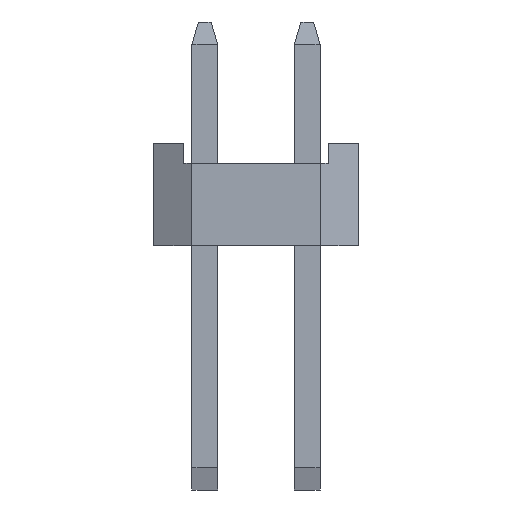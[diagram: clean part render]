
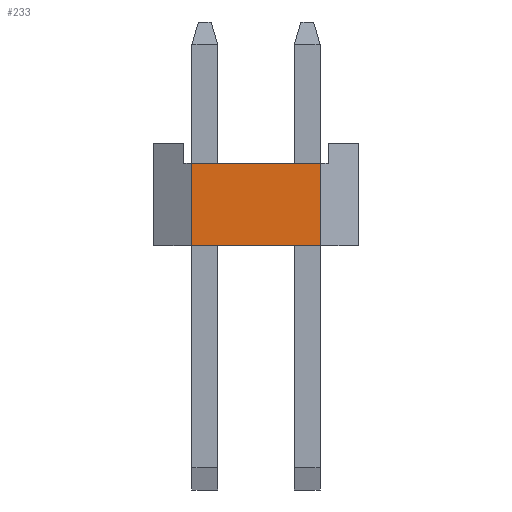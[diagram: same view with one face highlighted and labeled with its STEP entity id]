
A CAD part, front view. The second image highlights one B-rep face of the part: STEP entity #233.
In plain terms, the highlighted face is planar.
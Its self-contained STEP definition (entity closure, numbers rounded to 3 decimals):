
#9 = ORIENTED_EDGE ( 'NONE', *, *, #53, .F. ) ;
#21 = LINE ( 'NONE', #741, #844 ) ;
#53 = EDGE_CURVE ( 'NONE', #514, #900, #21, .T. ) ;
#100 = ORIENTED_EDGE ( 'NONE', *, *, #606, .F. ) ;
#157 = CARTESIAN_POINT ( 'NONE',  ( 1.27, 2.54, -1.6 ) ) ;
#160 = DIRECTION ( 'NONE',  ( 0., -1., 0. ) ) ;
#165 = ORIENTED_EDGE ( 'NONE', *, *, #763, .T. ) ;
#167 = CARTESIAN_POINT ( 'NONE',  ( 1.27, 2.04, 1.6 ) ) ;
#186 = LINE ( 'NONE', #330, #666 ) ;
#207 = CARTESIAN_POINT ( 'NONE',  ( 1.27, 2.04, -1.6 ) ) ;
#233 = ADVANCED_FACE ( 'NONE', ( #791 ), #567, .F. ) ;
#248 = EDGE_LOOP ( 'NONE', ( #100, #165, #679, #9 ) ) ;
#321 = CARTESIAN_POINT ( 'NONE',  ( 1.27, 0., -1.6 ) ) ;
#330 = CARTESIAN_POINT ( 'NONE',  ( 1.27, 2.54, 1.6 ) ) ;
#338 = DIRECTION ( 'NONE',  ( 0., 0., -1. ) ) ;
#343 = VERTEX_POINT ( 'NONE', #167 ) ;
#347 = VECTOR ( 'NONE', #481, 1000. ) ;
#352 = CARTESIAN_POINT ( 'NONE',  ( 1.27, 0., -1.6 ) ) ;
#413 = DIRECTION ( 'NONE',  ( 0., 0., 1. ) ) ;
#455 = LINE ( 'NONE', #692, #347 ) ;
#481 = DIRECTION ( 'NONE',  ( 0., 0., -1. ) ) ;
#514 = VERTEX_POINT ( 'NONE', #207 ) ;
#567 = PLANE ( 'NONE',  #893 ) ;
#606 = EDGE_CURVE ( 'NONE', #343, #514, #455, .T. ) ;
#627 = VECTOR ( 'NONE', #338, 1000. ) ;
#655 = VERTEX_POINT ( 'NONE', #812 ) ;
#662 = EDGE_CURVE ( 'NONE', #655, #900, #966, .T. ) ;
#666 = VECTOR ( 'NONE', #160, 1000. ) ;
#679 = ORIENTED_EDGE ( 'NONE', *, *, #662, .T. ) ;
#692 = CARTESIAN_POINT ( 'NONE',  ( 1.27, 2.04, -1.79 ) ) ;
#741 = CARTESIAN_POINT ( 'NONE',  ( 1.27, 2.54, -1.6 ) ) ;
#748 = DIRECTION ( 'NONE',  ( 0., -1., 0. ) ) ;
#763 = EDGE_CURVE ( 'NONE', #343, #655, #186, .T. ) ;
#791 = FACE_OUTER_BOUND ( 'NONE', #248, .T. ) ;
#812 = CARTESIAN_POINT ( 'NONE',  ( 1.27, 0., 1.6 ) ) ;
#844 = VECTOR ( 'NONE', #748, 1000. ) ;
#893 = AXIS2_PLACEMENT_3D ( 'NONE', #157, #899, #413 ) ;
#899 = DIRECTION ( 'NONE',  ( -1., 0., 0. ) ) ;
#900 = VERTEX_POINT ( 'NONE', #352 ) ;
#966 = LINE ( 'NONE', #321, #627 ) ;
